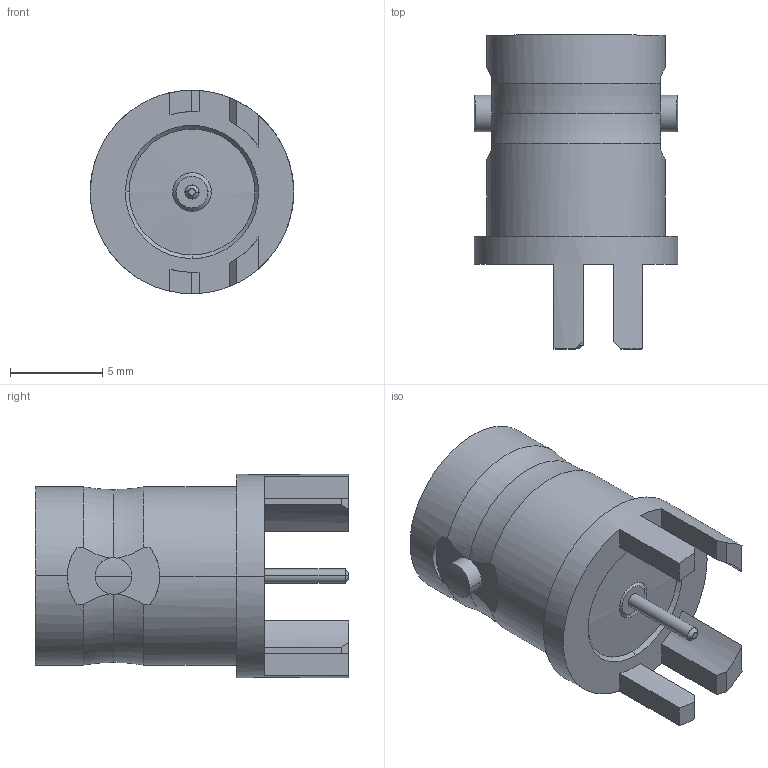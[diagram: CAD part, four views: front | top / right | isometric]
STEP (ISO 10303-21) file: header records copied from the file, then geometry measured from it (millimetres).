
FILE_DESCRIPTION (( 'STEP AP214' ), '1' );
FILE_NAME ('Amphenol 112640.STEP', '2022-02-08T18:06:49', ( '' ), ( '' ), 'SwSTEP 2.0', 'SolidWorks 2018', '' );
FILE_SCHEMA (( 'AUTOMOTIVE_DESIGN' ));
Length unit declared in the file: millimetre
Products named in the file (1): Amphenol 112640
Bounding box: 11 x 16.97 x 11 mm (x, y, z)
Surface area: 1041.7 mm2 (no closed solid volume)
Topology: 0 solids, 2 shells, 89 faces, 248 edges, 163 vertices
Faces by surface type: plane 33, cylinder 33, cone 19, torus 4
Entity records: 4299 total; most frequent: CARTESIAN_POINT 2244, ORIENTED_EDGE 455, EDGE_CURVE 246, B_SPLINE_CURVE_WITH_KNOTS 236, DIRECTION 192, VERTEX_POINT 163, EDGE_LOOP 97, AXIS2_PLACEMENT_3D 92
